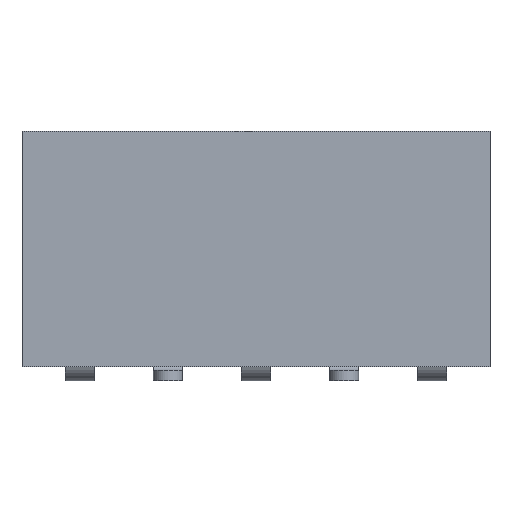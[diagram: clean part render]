
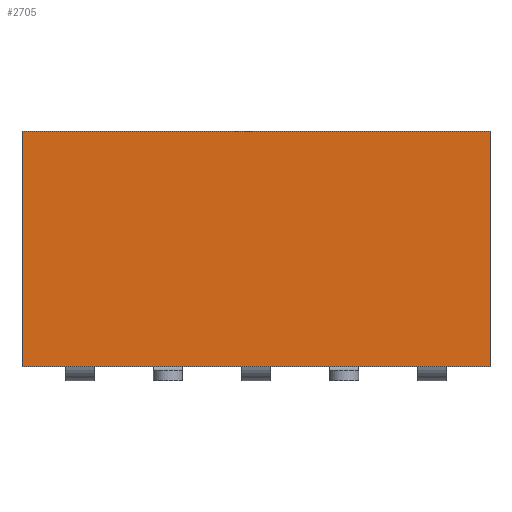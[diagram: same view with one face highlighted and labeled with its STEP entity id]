
A CAD part, top view. The second image highlights one B-rep face of the part: STEP entity #2705.
In plain terms, the highlighted planar face has unit normal (0, 0, 1).
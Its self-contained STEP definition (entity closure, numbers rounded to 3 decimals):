
#176=FACE_OUTER_BOUND('',#342,.T.);
#342=EDGE_LOOP('',(#1838,#1839,#1840,#1841));
#513=LINE('',#3974,#833);
#517=LINE('',#3982,#837);
#547=LINE('',#4041,#867);
#548=LINE('',#4043,#868);
#833=VECTOR('',#3187,6.75);
#837=VECTOR('',#3193,3.4);
#867=VECTOR('',#3231,3.4);
#868=VECTOR('',#3234,6.75);
#1151=VERTEX_POINT('',#3968);
#1153=VERTEX_POINT('',#3972);
#1156=VERTEX_POINT('',#3981);
#1181=VERTEX_POINT('',#4039);
#1395=EDGE_CURVE('',#1151,#1153,#513,.T.);
#1399=EDGE_CURVE('',#1151,#1156,#517,.T.);
#1429=EDGE_CURVE('',#1153,#1181,#547,.T.);
#1430=EDGE_CURVE('',#1156,#1181,#548,.T.);
#1838=ORIENTED_EDGE('',*,*,#1395,.T.);
#1839=ORIENTED_EDGE('',*,*,#1429,.T.);
#1840=ORIENTED_EDGE('',*,*,#1430,.F.);
#1841=ORIENTED_EDGE('',*,*,#1399,.F.);
#2577=PLANE('',#2948);
#2705=ADVANCED_FACE('',(#176),#2577,.T.);
#2948=AXIS2_PLACEMENT_3D('',#4042,#3232,#3233);
#3187=DIRECTION('',(1.,0.,0.));
#3193=DIRECTION('',(0.,1.,0.));
#3231=DIRECTION('',(0.,1.,0.));
#3232=DIRECTION('center_axis',(0.,0.,1.));
#3233=DIRECTION('ref_axis',(1.,0.,0.));
#3234=DIRECTION('',(1.,0.,0.));
#3968=CARTESIAN_POINT('',(-3.375,0.,0.9));
#3972=CARTESIAN_POINT('',(3.375,0.,0.9));
#3974=CARTESIAN_POINT('',(-3.375,0.,0.9));
#3981=CARTESIAN_POINT('',(-3.375,3.4,0.9));
#3982=CARTESIAN_POINT('',(-3.375,0.,0.9));
#4039=CARTESIAN_POINT('',(3.375,3.4,0.9));
#4041=CARTESIAN_POINT('',(3.375,0.,0.9));
#4042=CARTESIAN_POINT('Origin',(-3.375,0.,0.9));
#4043=CARTESIAN_POINT('',(-3.375,3.4,0.9));
